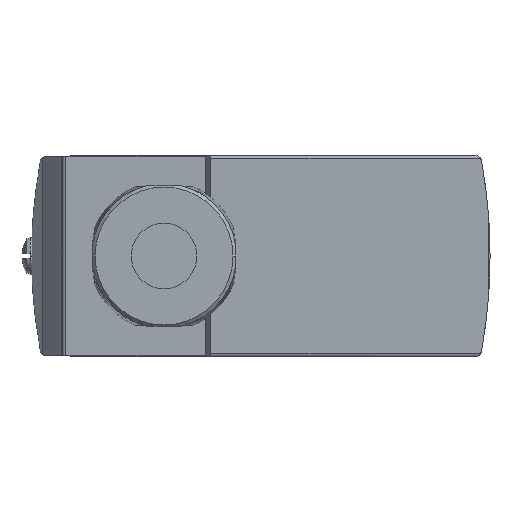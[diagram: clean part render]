
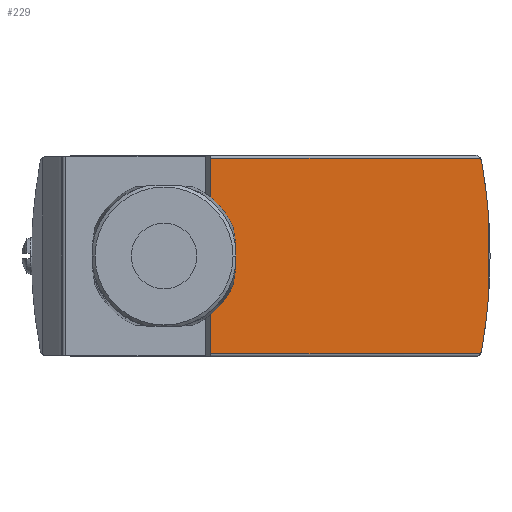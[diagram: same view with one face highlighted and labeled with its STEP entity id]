
A CAD part, front view. The second image highlights one B-rep face of the part: STEP entity #229.
In plain terms, the highlighted planar face has unit normal (0, -1, 0).
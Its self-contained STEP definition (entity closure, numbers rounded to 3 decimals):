
#229=ADVANCED_FACE('',(#670),#671,.T.);
#670=FACE_OUTER_BOUND('',#1196,.T.);
#671=PLANE('',#1197);
#1196=EDGE_LOOP('',(#2903,#2904,#2905,#2906,#2907,#2908,#2909,#2910));
#1197=AXIS2_PLACEMENT_3D('',#2911,#2912,#2913);
#2903=ORIENTED_EDGE('',*,*,#3887,.F.);
#2904=ORIENTED_EDGE('',*,*,#4062,.F.);
#2905=ORIENTED_EDGE('',*,*,#4065,.T.);
#2906=ORIENTED_EDGE('',*,*,#4063,.T.);
#2907=ORIENTED_EDGE('',*,*,#3846,.F.);
#2908=ORIENTED_EDGE('',*,*,#4028,.F.);
#2909=ORIENTED_EDGE('',*,*,#4066,.T.);
#2910=ORIENTED_EDGE('',*,*,#4029,.F.);
#2911=CARTESIAN_POINT('',(-4.861,0.004,0.0));
#2912=DIRECTION('',(0.0,-1.0,0.0));
#2913=DIRECTION('',(0.,0.0,-1.0));
#3846=EDGE_CURVE('',#4795,#4797,#4798,.T.);
#3887=EDGE_CURVE('',#4862,#4864,#4865,.T.);
#4028=EDGE_CURVE('',#5092,#4795,#5094,.T.);
#4029=EDGE_CURVE('',#4864,#5095,#5096,.T.);
#4062=EDGE_CURVE('',#5146,#4862,#5148,.T.);
#4063=EDGE_CURVE('',#5149,#4797,#5150,.T.);
#4065=EDGE_CURVE('',#5146,#5149,#5152,.T.);
#4066=EDGE_CURVE('',#5092,#5095,#5153,.T.);
#4795=VERTEX_POINT('',#6409);
#4797=VERTEX_POINT('',#6412);
#4798=CIRCLE('',#6413,0.982);
#4862=VERTEX_POINT('',#6550);
#4864=VERTEX_POINT('',#6588);
#4865=CIRCLE('',#6589,0.982);
#5092=VERTEX_POINT('',#7406);
#5094=CIRCLE('',#7437,80.728);
#5095=VERTEX_POINT('',#7438);
#5096=CIRCLE('',#7439,80.728);
#5146=VERTEX_POINT('',#7603);
#5148=LINE('',#7605,#7606);
#5149=VERTEX_POINT('',#7607);
#5150=LINE('',#7608,#7609);
#5152=LINE('',#7611,#7612);
#5153=LINE('',#7613,#7614);
#6409=CARTESIAN_POINT('',(63.82,0.004,-14.541));
#6412=CARTESIAN_POINT('',(63.706,0.004,-14.853));
#6413=AXIS2_PLACEMENT_3D('',#8513,#8514,#8515);
#6550=CARTESIAN_POINT('',(63.706,0.004,14.853));
#6588=CARTESIAN_POINT('',(63.82,0.004,14.541));
#6589=AXIS2_PLACEMENT_3D('',#8565,#8566,#8567);
#7406=CARTESIAN_POINT('',(64.887,0.004,-6.384));
#7437=AXIS2_PLACEMENT_3D('',#8753,#8754,#8755);
#7438=CARTESIAN_POINT('',(64.887,0.004,6.384));
#7439=AXIS2_PLACEMENT_3D('',#8756,#8757,#8758);
#7603=CARTESIAN_POINT('',(22.598,0.004,14.853));
#7605=CARTESIAN_POINT('',(-4.861,0.004,14.853));
#7606=VECTOR('',#8814,1.0);
#7607=CARTESIAN_POINT('',(22.598,0.004,-14.853));
#7608=CARTESIAN_POINT('',(-4.861,0.004,-14.853));
#7609=VECTOR('',#8815,1.0);
#7611=CARTESIAN_POINT('',(22.598,0.004,-8.0));
#7612=VECTOR('',#8819,1.0);
#7613=CARTESIAN_POINT('',(64.887,0.004,0.0));
#7614=VECTOR('',#8820,1.0);
#8513=CARTESIAN_POINT('',(62.853,0.004,-14.365));
#8514=DIRECTION('',(-0.0,1.0,0.0));
#8515=DIRECTION('',(0.,0.0,1.0));
#8565=CARTESIAN_POINT('',(62.853,0.004,14.365));
#8566=DIRECTION('',(-0.0,1.0,0.0));
#8567=DIRECTION('',(0.,0.0,1.0));
#8753=CARTESIAN_POINT('',(-15.588,0.004,0.));
#8754=DIRECTION('',(-0.0,1.0,0.0));
#8755=DIRECTION('',(0.,0.0,1.0));
#8756=CARTESIAN_POINT('',(-15.588,0.004,0.));
#8757=DIRECTION('',(-0.0,1.0,0.0));
#8758=DIRECTION('',(0.,0.0,1.0));
#8814=DIRECTION('',(1.0,0.0,0.));
#8815=DIRECTION('',(1.0,0.0,0.));
#8819=DIRECTION('',(0.0,0.0,-1.0));
#8820=DIRECTION('',(0.0,0.0,1.0));
